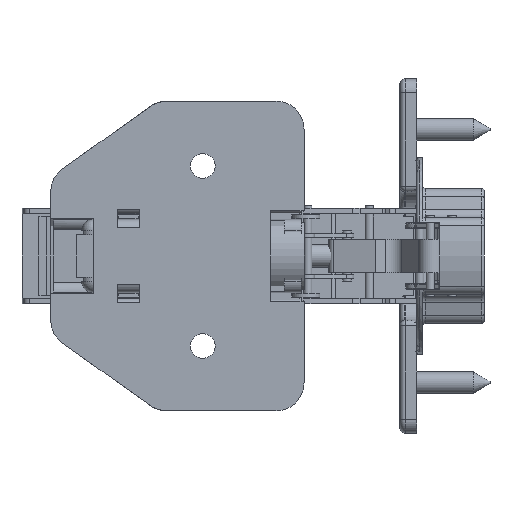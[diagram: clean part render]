
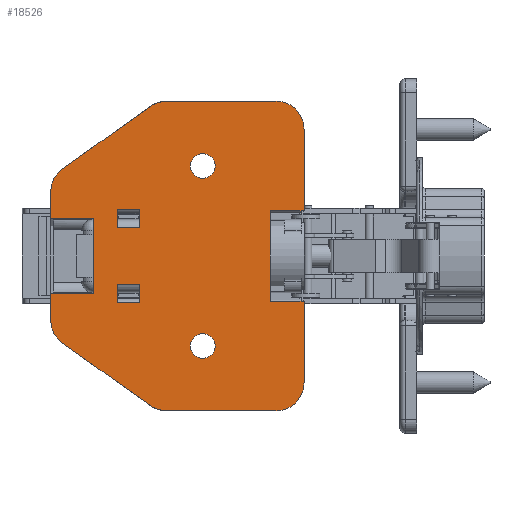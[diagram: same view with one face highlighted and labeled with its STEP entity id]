
A CAD part, front view. The second image highlights one B-rep face of the part: STEP entity #18526.
In plain terms, the highlighted face is planar.
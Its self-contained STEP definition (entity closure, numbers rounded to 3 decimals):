
#511=FACE_BOUND('',#3834,.T.);
#512=FACE_BOUND('',#3835,.T.);
#513=FACE_BOUND('',#3836,.T.);
#514=FACE_BOUND('',#3837,.T.);
#1771=CIRCLE('',#20610,5.);
#1772=CIRCLE('',#20611,5.);
#1773=CIRCLE('',#20612,5.);
#1774=CIRCLE('',#20613,5.);
#1775=CIRCLE('',#20614,5.);
#1776=CIRCLE('',#20615,5.);
#1777=CIRCLE('',#20616,2.2);
#1778=CIRCLE('',#20617,2.2);
#2750=FACE_OUTER_BOUND('',#3833,.T.);
#3833=EDGE_LOOP('',(#15538,#15539,#15540,#15541,#15542,#15543,#15544,#15545,
#15546,#15547,#15548,#15549,#15550,#15551,#15552,#15553,#15554,#15555,#15556,
#15557));
#3834=EDGE_LOOP('',(#15558,#15559,#15560,#15561));
#3835=EDGE_LOOP('',(#15562,#15563,#15564,#15565));
#3836=EDGE_LOOP('',(#15566));
#3837=EDGE_LOOP('',(#15567));
#5237=LINE('',#32026,#6730);
#5252=LINE('',#32063,#6745);
#5256=LINE('',#32072,#6749);
#5261=LINE('',#32085,#6754);
#5262=LINE('',#32088,#6755);
#5263=LINE('',#32092,#6756);
#5264=LINE('',#32096,#6757);
#5265=LINE('',#32100,#6758);
#5266=LINE('',#32102,#6759);
#5267=LINE('',#32104,#6760);
#5268=LINE('',#32106,#6761);
#5269=LINE('',#32108,#6762);
#5270=LINE('',#32112,#6763);
#5271=LINE('',#32116,#6764);
#5272=LINE('',#32120,#6765);
#5273=LINE('',#32122,#6766);
#5274=LINE('',#32124,#6767);
#5275=LINE('',#32125,#6768);
#5276=LINE('',#32128,#6769);
#5277=LINE('',#32130,#6770);
#5278=LINE('',#32132,#6771);
#5279=LINE('',#32133,#6772);
#6730=VECTOR('',#25432,10.);
#6745=VECTOR('',#25461,10.);
#6749=VECTOR('',#25471,10.);
#6754=VECTOR('',#25488,10.);
#6755=VECTOR('',#25491,10.);
#6756=VECTOR('',#25494,10.);
#6757=VECTOR('',#25497,10.);
#6758=VECTOR('',#25500,10.);
#6759=VECTOR('',#25501,10.);
#6760=VECTOR('',#25502,10.);
#6761=VECTOR('',#25503,10.);
#6762=VECTOR('',#25504,10.);
#6763=VECTOR('',#25507,10.);
#6764=VECTOR('',#25510,10.);
#6765=VECTOR('',#25513,10.);
#6766=VECTOR('',#25514,10.);
#6767=VECTOR('',#25515,10.);
#6768=VECTOR('',#25516,10.);
#6769=VECTOR('',#25517,10.);
#6770=VECTOR('',#25518,10.);
#6771=VECTOR('',#25519,10.);
#6772=VECTOR('',#25520,10.);
#8335=VERTEX_POINT('',#32023);
#8336=VERTEX_POINT('',#32025);
#8350=VERTEX_POINT('',#32060);
#8351=VERTEX_POINT('',#32062);
#8353=VERTEX_POINT('',#32070);
#8356=VERTEX_POINT('',#32087);
#8357=VERTEX_POINT('',#32089);
#8358=VERTEX_POINT('',#32091);
#8359=VERTEX_POINT('',#32093);
#8360=VERTEX_POINT('',#32095);
#8361=VERTEX_POINT('',#32097);
#8362=VERTEX_POINT('',#32099);
#8363=VERTEX_POINT('',#32101);
#8364=VERTEX_POINT('',#32103);
#8365=VERTEX_POINT('',#32105);
#8366=VERTEX_POINT('',#32107);
#8367=VERTEX_POINT('',#32109);
#8368=VERTEX_POINT('',#32111);
#8369=VERTEX_POINT('',#32113);
#8370=VERTEX_POINT('',#32115);
#8371=VERTEX_POINT('',#32118);
#8372=VERTEX_POINT('',#32119);
#8373=VERTEX_POINT('',#32121);
#8374=VERTEX_POINT('',#32123);
#8375=VERTEX_POINT('',#32126);
#8376=VERTEX_POINT('',#32127);
#8377=VERTEX_POINT('',#32129);
#8378=VERTEX_POINT('',#32131);
#8379=VERTEX_POINT('',#32134);
#8380=VERTEX_POINT('',#32136);
#10757=EDGE_CURVE('',#8336,#8335,#5237,.T.);
#10775=EDGE_CURVE('',#8351,#8350,#5252,.T.);
#10781=EDGE_CURVE('',#8335,#8353,#5256,.T.);
#10788=EDGE_CURVE('',#8353,#8351,#5261,.T.);
#10789=EDGE_CURVE('',#8350,#8356,#5262,.T.);
#10790=EDGE_CURVE('',#8357,#8356,#1771,.T.);
#10791=EDGE_CURVE('',#8357,#8358,#5263,.T.);
#10792=EDGE_CURVE('',#8359,#8358,#1772,.T.);
#10793=EDGE_CURVE('',#8359,#8360,#5264,.T.);
#10794=EDGE_CURVE('',#8361,#8360,#1773,.T.);
#10795=EDGE_CURVE('',#8361,#8362,#5265,.T.);
#10796=EDGE_CURVE('',#8362,#8363,#5266,.T.);
#10797=EDGE_CURVE('',#8363,#8364,#5267,.T.);
#10798=EDGE_CURVE('',#8364,#8365,#5268,.T.);
#10799=EDGE_CURVE('',#8365,#8366,#5269,.T.);
#10800=EDGE_CURVE('',#8367,#8366,#1774,.T.);
#10801=EDGE_CURVE('',#8367,#8368,#5270,.T.);
#10802=EDGE_CURVE('',#8369,#8368,#1775,.T.);
#10803=EDGE_CURVE('',#8369,#8370,#5271,.T.);
#10804=EDGE_CURVE('',#8336,#8370,#1776,.T.);
#10805=EDGE_CURVE('',#8371,#8372,#5272,.T.);
#10806=EDGE_CURVE('',#8372,#8373,#5273,.T.);
#10807=EDGE_CURVE('',#8373,#8374,#5274,.T.);
#10808=EDGE_CURVE('',#8374,#8371,#5275,.T.);
#10809=EDGE_CURVE('',#8375,#8376,#5276,.T.);
#10810=EDGE_CURVE('',#8376,#8377,#5277,.T.);
#10811=EDGE_CURVE('',#8377,#8378,#5278,.T.);
#10812=EDGE_CURVE('',#8378,#8375,#5279,.T.);
#10813=EDGE_CURVE('',#8379,#8379,#1777,.T.);
#10814=EDGE_CURVE('',#8380,#8380,#1778,.T.);
#15538=ORIENTED_EDGE('',*,*,#10781,.T.);
#15539=ORIENTED_EDGE('',*,*,#10788,.T.);
#15540=ORIENTED_EDGE('',*,*,#10775,.T.);
#15541=ORIENTED_EDGE('',*,*,#10789,.T.);
#15542=ORIENTED_EDGE('',*,*,#10790,.F.);
#15543=ORIENTED_EDGE('',*,*,#10791,.T.);
#15544=ORIENTED_EDGE('',*,*,#10792,.F.);
#15545=ORIENTED_EDGE('',*,*,#10793,.T.);
#15546=ORIENTED_EDGE('',*,*,#10794,.F.);
#15547=ORIENTED_EDGE('',*,*,#10795,.T.);
#15548=ORIENTED_EDGE('',*,*,#10796,.T.);
#15549=ORIENTED_EDGE('',*,*,#10797,.T.);
#15550=ORIENTED_EDGE('',*,*,#10798,.T.);
#15551=ORIENTED_EDGE('',*,*,#10799,.T.);
#15552=ORIENTED_EDGE('',*,*,#10800,.F.);
#15553=ORIENTED_EDGE('',*,*,#10801,.T.);
#15554=ORIENTED_EDGE('',*,*,#10802,.F.);
#15555=ORIENTED_EDGE('',*,*,#10803,.T.);
#15556=ORIENTED_EDGE('',*,*,#10804,.F.);
#15557=ORIENTED_EDGE('',*,*,#10757,.T.);
#15558=ORIENTED_EDGE('',*,*,#10805,.T.);
#15559=ORIENTED_EDGE('',*,*,#10806,.T.);
#15560=ORIENTED_EDGE('',*,*,#10807,.T.);
#15561=ORIENTED_EDGE('',*,*,#10808,.T.);
#15562=ORIENTED_EDGE('',*,*,#10809,.T.);
#15563=ORIENTED_EDGE('',*,*,#10810,.T.);
#15564=ORIENTED_EDGE('',*,*,#10811,.T.);
#15565=ORIENTED_EDGE('',*,*,#10812,.T.);
#15566=ORIENTED_EDGE('',*,*,#10813,.T.);
#15567=ORIENTED_EDGE('',*,*,#10814,.T.);
#16793=PLANE('',#20609);
#18526=ADVANCED_FACE('',(#2750,#511,#512,#513,#514),#16793,.F.);
#20609=AXIS2_PLACEMENT_3D('',#32086,#25489,#25490);
#20610=AXIS2_PLACEMENT_3D('',#32090,#25492,#25493);
#20611=AXIS2_PLACEMENT_3D('',#32094,#25495,#25496);
#20612=AXIS2_PLACEMENT_3D('',#32098,#25498,#25499);
#20613=AXIS2_PLACEMENT_3D('',#32110,#25505,#25506);
#20614=AXIS2_PLACEMENT_3D('',#32114,#25508,#25509);
#20615=AXIS2_PLACEMENT_3D('',#32117,#25511,#25512);
#20616=AXIS2_PLACEMENT_3D('',#32135,#25521,#25522);
#20617=AXIS2_PLACEMENT_3D('',#32137,#25523,#25524);
#25432=DIRECTION('',(0.,1.,0.));
#25461=DIRECTION('',(-1.,0.,0.));
#25471=DIRECTION('',(1.,0.,0.));
#25488=DIRECTION('',(0.,1.,0.));
#25489=DIRECTION('center_axis',(0.,0.,1.));
#25490=DIRECTION('ref_axis',(1.,0.,0.));
#25491=DIRECTION('',(0.,1.,0.));
#25492=DIRECTION('center_axis',(0.,0.,1.));
#25493=DIRECTION('ref_axis',(-0.707,0.707,0.));
#25494=DIRECTION('',(1.,0.,0.));
#25495=DIRECTION('center_axis',(0.,0.,1.));
#25496=DIRECTION('ref_axis',(0.304,0.953,0.));
#25497=DIRECTION('',(0.815,-0.579,0.));
#25498=DIRECTION('center_axis',(0.,0.,1.));
#25499=DIRECTION('ref_axis',(0.889,0.459,0.));
#25500=DIRECTION('',(0.,-1.,0.));
#25501=DIRECTION('',(-1.,0.,0.));
#25502=DIRECTION('',(0.,-1.,0.));
#25503=DIRECTION('',(1.,0.,0.));
#25504=DIRECTION('',(0.,-1.,0.));
#25505=DIRECTION('center_axis',(0.,0.,1.));
#25506=DIRECTION('ref_axis',(0.889,-0.459,0.));
#25507=DIRECTION('',(-0.815,-0.579,0.));
#25508=DIRECTION('center_axis',(0.,0.,1.));
#25509=DIRECTION('ref_axis',(0.304,-0.953,0.));
#25510=DIRECTION('',(-1.,0.,0.));
#25511=DIRECTION('center_axis',(0.,0.,1.));
#25512=DIRECTION('ref_axis',(-0.707,-0.707,0.));
#25513=DIRECTION('',(0.,-1.,0.));
#25514=DIRECTION('',(1.,0.,0.));
#25515=DIRECTION('',(0.,1.,0.));
#25516=DIRECTION('',(-1.,0.,0.));
#25517=DIRECTION('',(0.,1.,0.));
#25518=DIRECTION('',(-1.,0.,0.));
#25519=DIRECTION('',(0.,-1.,0.));
#25520=DIRECTION('',(1.,0.,0.));
#25521=DIRECTION('center_axis',(0.,0.,1.));
#25522=DIRECTION('ref_axis',(1.,0.,0.));
#25523=DIRECTION('center_axis',(0.,0.,1.));
#25524=DIRECTION('ref_axis',(1.,0.,0.));
#32023=CARTESIAN_POINT('',(-13.,-8.,0.));
#32025=CARTESIAN_POINT('',(-13.,-22.5,0.));
#32026=CARTESIAN_POINT('',(-13.,-27.5,0.));
#32060=CARTESIAN_POINT('',(-13.,8.,0.));
#32062=CARTESIAN_POINT('',(-7.,8.,0.));
#32063=CARTESIAN_POINT('',(-3.114,8.,0.));
#32070=CARTESIAN_POINT('',(-7.,-8.,0.));
#32072=CARTESIAN_POINT('',(-3.114,-8.,0.));
#32085=CARTESIAN_POINT('',(-7.,0.,0.));
#32086=CARTESIAN_POINT('Origin',(6.772,0.,0.));
#32087=CARTESIAN_POINT('',(-13.,22.5,0.));
#32088=CARTESIAN_POINT('',(-13.,-27.5,0.));
#32089=CARTESIAN_POINT('',(-8.,27.5,0.));
#32090=CARTESIAN_POINT('Origin',(-8.,22.5,0.));
#32091=CARTESIAN_POINT('',(11.405,27.5,0.));
#32092=CARTESIAN_POINT('',(-13.,27.5,0.));
#32093=CARTESIAN_POINT('',(14.301,26.576,0.));
#32094=CARTESIAN_POINT('Origin',(11.405,22.5,0.));
#32095=CARTESIAN_POINT('',(29.896,15.495,0.));
#32096=CARTESIAN_POINT('',(13.,27.5,0.));
#32097=CARTESIAN_POINT('',(32.,11.419,0.));
#32098=CARTESIAN_POINT('Origin',(27.,11.419,0.));
#32099=CARTESIAN_POINT('',(32.,6.7,0.));
#32100=CARTESIAN_POINT('',(32.,14.,0.));
#32101=CARTESIAN_POINT('',(24.5,6.7,0.));
#32102=CARTESIAN_POINT('',(19.386,6.7,0.));
#32103=CARTESIAN_POINT('',(24.5,-6.7,0.));
#32104=CARTESIAN_POINT('',(24.5,0.,0.));
#32105=CARTESIAN_POINT('',(32.,-6.7,0.));
#32106=CARTESIAN_POINT('',(19.386,-6.7,0.));
#32107=CARTESIAN_POINT('',(32.,-11.419,0.));
#32108=CARTESIAN_POINT('',(32.,14.,0.));
#32109=CARTESIAN_POINT('',(29.896,-15.495,0.));
#32110=CARTESIAN_POINT('Origin',(27.,-11.419,0.));
#32111=CARTESIAN_POINT('',(14.301,-26.576,0.));
#32112=CARTESIAN_POINT('',(32.,-14.,0.));
#32113=CARTESIAN_POINT('',(11.405,-27.5,0.));
#32114=CARTESIAN_POINT('Origin',(11.405,-22.5,0.));
#32115=CARTESIAN_POINT('',(-8.,-27.5,0.));
#32116=CARTESIAN_POINT('',(13.,-27.5,0.));
#32117=CARTESIAN_POINT('Origin',(-8.,-22.5,0.));
#32118=CARTESIAN_POINT('',(16.2,-5.075,0.));
#32119=CARTESIAN_POINT('',(16.2,-8.275,0.));
#32120=CARTESIAN_POINT('',(16.2,-4.138,0.));
#32121=CARTESIAN_POINT('',(20.2,-8.275,0.));
#32122=CARTESIAN_POINT('',(13.486,-8.275,0.));
#32123=CARTESIAN_POINT('',(20.2,-5.075,0.));
#32124=CARTESIAN_POINT('',(20.2,-2.538,0.));
#32125=CARTESIAN_POINT('',(11.486,-5.075,0.));
#32126=CARTESIAN_POINT('',(20.2,5.075,0.));
#32127=CARTESIAN_POINT('',(20.2,8.275,0.));
#32128=CARTESIAN_POINT('',(20.2,4.138,0.));
#32129=CARTESIAN_POINT('',(16.2,8.275,0.));
#32130=CARTESIAN_POINT('',(11.486,8.275,0.));
#32131=CARTESIAN_POINT('',(16.2,5.075,0.));
#32132=CARTESIAN_POINT('',(16.2,2.538,0.));
#32133=CARTESIAN_POINT('',(13.486,5.075,0.));
#32134=CARTESIAN_POINT('',(2.8,-16.,0.));
#32135=CARTESIAN_POINT('Origin',(5.,-16.,0.));
#32136=CARTESIAN_POINT('',(2.8,16.,0.));
#32137=CARTESIAN_POINT('Origin',(5.,16.,0.));
